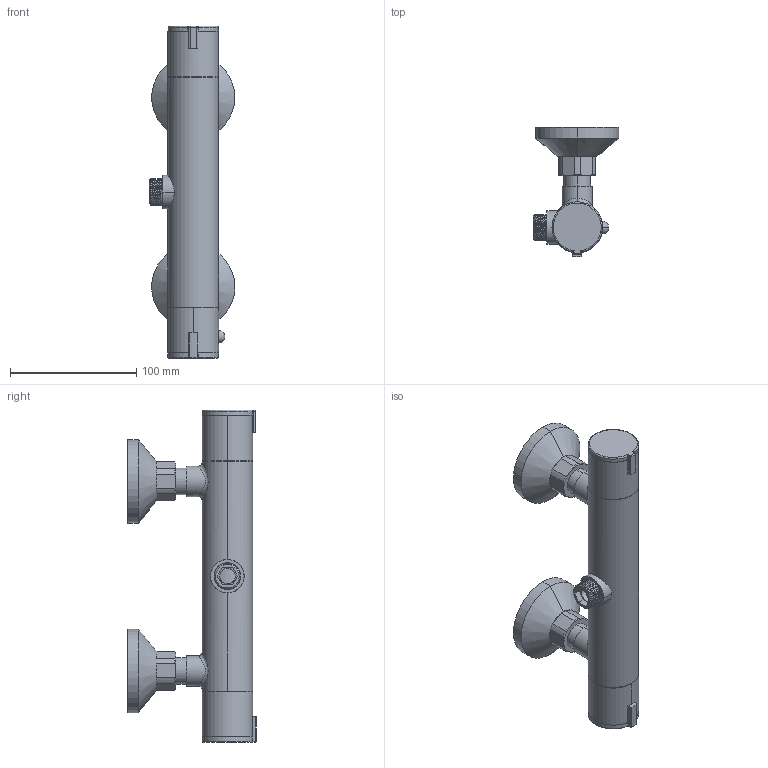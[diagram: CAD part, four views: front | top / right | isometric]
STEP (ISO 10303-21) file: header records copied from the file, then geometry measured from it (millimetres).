
FILE_DESCRIPTION((''),'2;1');
FILE_NAME('ZPTU_ASM','2022-06-11T08:17:26',('Administrator'),(''),'CREO PARAMETRIC BY PTC INC, 2019010','CREO PARAMETRIC BY PTC INC, 2019010','');
FILE_SCHEMA(('CONFIG_CONTROL_DESIGN'));
Length unit declared in the file: millimetre
Products named in the file (9): FATI-1111; H104-1; T43004B-07; T43004-15; T43014-03; DIANQUAN; LONGDING; T43004-16; ZPTU_ASM
Assembly tree (8 placements, depth 2):
  ZPTU_ASM
    FATI-1111
    H104-1
    T43004B-07
    T43004-15
    T43014-03
    DIANQUAN
    LONGDING
    T43004-16
Bounding box: 68 x 101.98 x 262.8 mm (x, y, z)
Volume: 334939 mm3; surface area: 106476.7 mm2
Topology: 12 solids, 12 shells, 870 faces, 2405 edges, 1549 vertices
Faces by surface type: plane 362, cylinder 350, bspline 74, cone 36, sphere 22, torus 14, revolution 12
Entity records: 42697 total; most frequent: CARTESIAN_POINT 20563, ORIENTED_EDGE 4806, DIRECTION 4368, EDGE_CURVE 2403, AXIS2_PLACEMENT_3D 1594, VERTEX_POINT 1549, VECTOR 1168, LINE 1168
